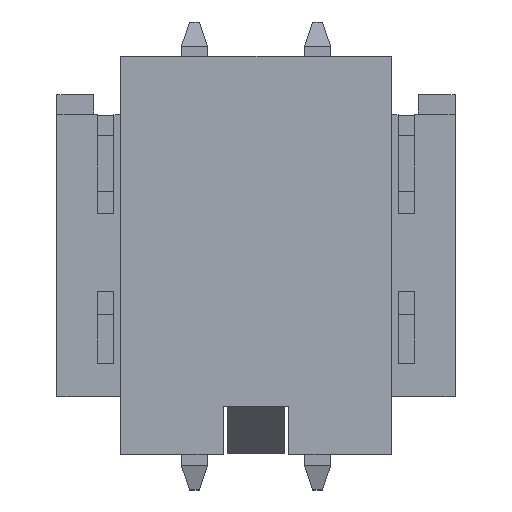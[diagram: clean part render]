
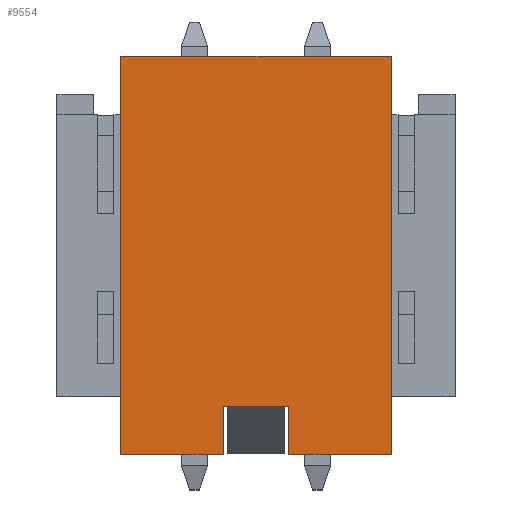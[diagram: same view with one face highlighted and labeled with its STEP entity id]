
A CAD part, top view. The second image highlights one B-rep face of the part: STEP entity #9554.
In plain terms, the highlighted planar face has unit normal (0, 0, 1).
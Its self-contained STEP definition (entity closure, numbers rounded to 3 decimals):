
#1419=ORIENTED_EDGE('',*,*,#2778,.F.);
#1420=ORIENTED_EDGE('',*,*,#2779,.T.);
#1421=ORIENTED_EDGE('',*,*,#2780,.T.);
#1422=ORIENTED_EDGE('',*,*,#2777,.T.);
#1423=ORIENTED_EDGE('',*,*,#2781,.T.);
#1424=ORIENTED_EDGE('',*,*,#2782,.F.);
#1425=ORIENTED_EDGE('',*,*,#2783,.F.);
#1426=ORIENTED_EDGE('',*,*,#2771,.T.);
#2771=EDGE_CURVE('',#3519,#3518,#4367,.T.);
#2777=EDGE_CURVE('',#3521,#3524,#4373,.T.);
#2778=EDGE_CURVE('',#3525,#3518,#4374,.T.);
#2779=EDGE_CURVE('',#3525,#3526,#4375,.T.);
#2780=EDGE_CURVE('',#3526,#3521,#4376,.T.);
#2781=EDGE_CURVE('',#3524,#3527,#4377,.T.);
#2782=EDGE_CURVE('',#3528,#3527,#4378,.T.);
#2783=EDGE_CURVE('',#3519,#3528,#4379,.T.);
#3518=VERTEX_POINT('',#13289);
#3519=VERTEX_POINT('',#13291);
#3521=VERTEX_POINT('',#13297);
#3524=VERTEX_POINT('',#13302);
#3525=VERTEX_POINT('',#13306);
#3526=VERTEX_POINT('',#13308);
#3527=VERTEX_POINT('',#13311);
#3528=VERTEX_POINT('',#13313);
#4367=LINE('',#13290,#5321);
#4373=LINE('',#13303,#5327);
#4374=LINE('',#13305,#5328);
#4375=LINE('',#13307,#5329);
#4376=LINE('',#13309,#5330);
#4377=LINE('',#13310,#5331);
#4378=LINE('',#13312,#5332);
#4379=LINE('',#13314,#5333);
#5321=VECTOR('',#11325,1000.);
#5327=VECTOR('',#11333,1000.);
#5328=VECTOR('',#11336,1000.);
#5329=VECTOR('',#11337,1000.);
#5330=VECTOR('',#11338,1000.);
#5331=VECTOR('',#11339,1000.);
#5332=VECTOR('',#11340,1000.);
#5333=VECTOR('',#11341,1000.);
#5845=EDGE_LOOP('',(#1419,#1420,#1421,#1422,#1423,#1424,#1425,#1426));
#6223=FACE_BOUND('',#5845,.T.);
#6585=PLANE('',#9966);
#9554=ADVANCED_FACE('',(#6223),#6585,.F.);
#9966=AXIS2_PLACEMENT_3D('',#13304,#11334,#11335);
#11325=DIRECTION('',(1.,0.,0.));
#11333=DIRECTION('',(1.,0.,0.));
#11334=DIRECTION('',(0.,0.,-1.));
#11335=DIRECTION('',(0.,1.,0.));
#11336=DIRECTION('',(0.,-1.,0.));
#11337=DIRECTION('',(1.,0.,0.));
#11338=DIRECTION('',(0.,-1.,0.));
#11339=DIRECTION('',(0.,1.,0.));
#11340=DIRECTION('',(1.,0.,0.));
#11341=DIRECTION('',(0.,1.,0.));
#13289=CARTESIAN_POINT('',(-0.8,-4.85,6.45));
#13290=CARTESIAN_POINT('',(-3.3,-4.85,6.45));
#13291=CARTESIAN_POINT('',(-3.3,-4.85,6.45));
#13297=CARTESIAN_POINT('',(0.8,-4.85,6.45));
#13302=CARTESIAN_POINT('',(3.3,-4.85,6.45));
#13303=CARTESIAN_POINT('',(-3.3,-4.85,6.45));
#13304=CARTESIAN_POINT('',(-3.3,-4.85,6.45));
#13305=CARTESIAN_POINT('',(-0.8,-3.68,6.45));
#13306=CARTESIAN_POINT('',(-0.8,-3.68,6.45));
#13307=CARTESIAN_POINT('',(-0.8,-3.68,6.45));
#13308=CARTESIAN_POINT('',(0.8,-3.68,6.45));
#13309=CARTESIAN_POINT('',(0.8,-3.68,6.45));
#13310=CARTESIAN_POINT('',(3.3,-4.85,6.45));
#13311=CARTESIAN_POINT('',(3.3,4.85,6.45));
#13312=CARTESIAN_POINT('',(-3.3,4.85,6.45));
#13313=CARTESIAN_POINT('',(-3.3,4.85,6.45));
#13314=CARTESIAN_POINT('',(-3.3,-4.85,6.45));
